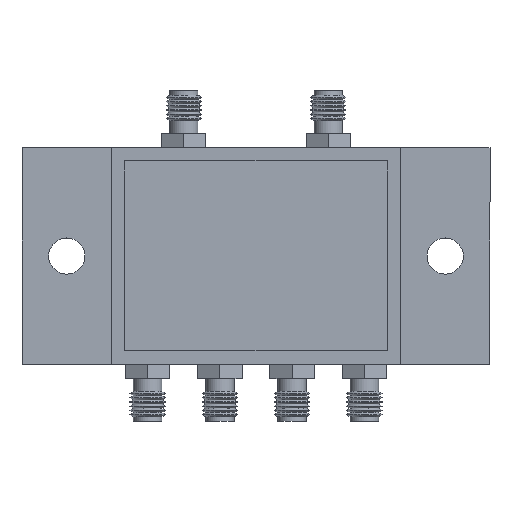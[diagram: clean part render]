
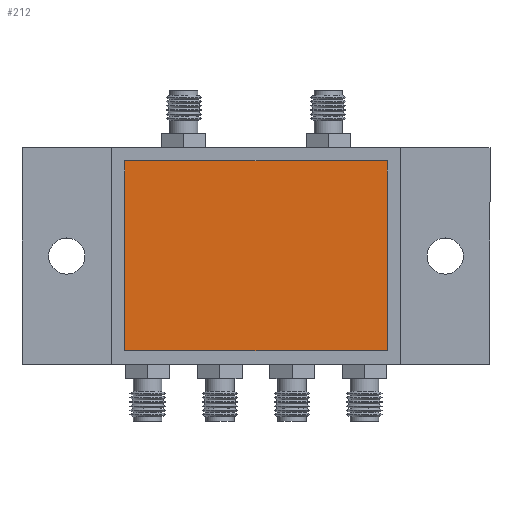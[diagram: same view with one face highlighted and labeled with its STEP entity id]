
A CAD part, top view. The second image highlights one B-rep face of the part: STEP entity #212.
In plain terms, the highlighted planar face has unit normal (0, 0, 1).
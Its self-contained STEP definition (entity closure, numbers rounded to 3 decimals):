
#80=CARTESIAN_POINT('',(23.05,16.7,15.798));
#81=VERTEX_POINT('',#80);
#88=CARTESIAN_POINT('',(23.05,-16.7,15.798));
#89=VERTEX_POINT('',#88);
#90=CARTESIAN_POINT('',(23.05,-16.7,15.798));
#91=DIRECTION('',(0.0,1.0,0.0));
#92=VECTOR('',#91,33.4);
#93=LINE('',#90,#92);
#94=EDGE_CURVE('',#89,#81,#93,.T.);
#119=CARTESIAN_POINT('',(-23.05,-16.7,15.798));
#120=VERTEX_POINT('',#119);
#121=CARTESIAN_POINT('',(-23.05,-16.7,15.798));
#122=DIRECTION('',(1.0,0.0,0.0));
#123=VECTOR('',#122,46.1);
#124=LINE('',#121,#123);
#125=EDGE_CURVE('',#120,#89,#124,.T.);
#150=CARTESIAN_POINT('',(-23.05,16.7,15.798));
#151=VERTEX_POINT('',#150);
#152=CARTESIAN_POINT('',(-23.05,16.7,15.798));
#153=DIRECTION('',(0.0,-1.0,0.0));
#154=VECTOR('',#153,33.4);
#155=LINE('',#152,#154);
#156=EDGE_CURVE('',#151,#120,#155,.T.);
#179=CARTESIAN_POINT('',(23.05,16.7,15.798));
#180=DIRECTION('',(-1.0,0.0,0.0));
#181=VECTOR('',#180,46.1);
#182=LINE('',#179,#181);
#183=EDGE_CURVE('',#81,#151,#182,.T.);
#201=CARTESIAN_POINT('',(-6.05,-4.7,15.798));
#202=DIRECTION('',(0.0,0.0,1.0));
#203=DIRECTION('',(1.0,0.0,0.0));
#204=AXIS2_PLACEMENT_3D('',#201,#202,#203);
#205=PLANE('',#204);
#206=ORIENTED_EDGE('',*,*,#183,.T.);
#207=ORIENTED_EDGE('',*,*,#156,.T.);
#208=ORIENTED_EDGE('',*,*,#125,.T.);
#209=ORIENTED_EDGE('',*,*,#94,.T.);
#210=EDGE_LOOP('',(#206,#207,#208,#209));
#211=FACE_OUTER_BOUND('',#210,.T.);
#212=ADVANCED_FACE('',(#211),#205,.T.);
